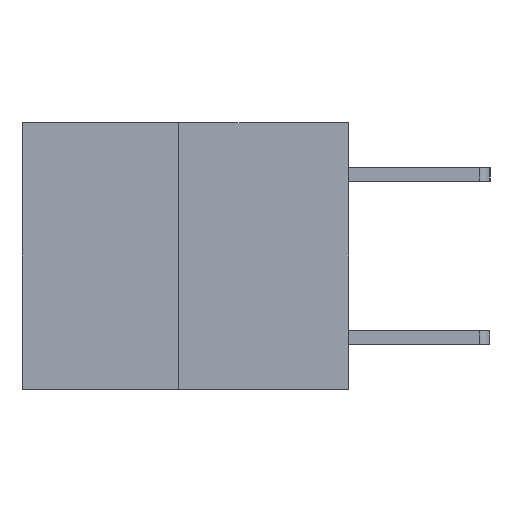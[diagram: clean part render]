
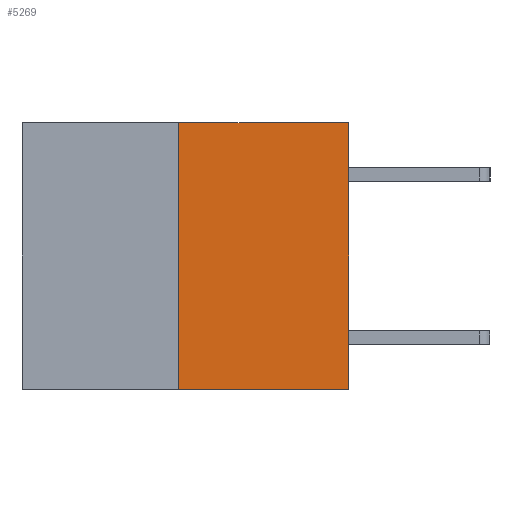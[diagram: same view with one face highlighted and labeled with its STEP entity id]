
A CAD part, left-side view. The second image highlights one B-rep face of the part: STEP entity #5269.
In plain terms, the highlighted planar face has unit normal (-1, 0, 0).
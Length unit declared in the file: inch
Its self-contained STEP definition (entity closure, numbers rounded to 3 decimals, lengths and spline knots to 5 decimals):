
#427 = VERTEX_POINT ( 'NONE', #7808 ) ;
#550 = DIRECTION ( 'NONE',  ( 1., 0., 0. ) ) ;
#623 = CARTESIAN_POINT ( 'NONE',  ( 0., 0.6, 0. ) ) ;
#949 = LINE ( 'NONE', #3533, #6718 ) ;
#987 = EDGE_CURVE ( 'NONE', #6214, #9615, #4939, .T. ) ;
#988 = DIRECTION ( 'NONE',  ( 0., -1., 0. ) ) ;
#1228 = EDGE_LOOP ( 'NONE', ( #3426, #2891, #1693, #3905 ) ) ;
#1693 = ORIENTED_EDGE ( 'NONE', *, *, #5608, .T. ) ;
#1992 = VECTOR ( 'NONE', #10877, 39.37008 ) ;
#2390 = DIRECTION ( 'NONE',  ( 0., 0., -1. ) ) ;
#2732 = CARTESIAN_POINT ( 'NONE',  ( 0., 0.6, -0.49 ) ) ;
#2891 = ORIENTED_EDGE ( 'NONE', *, *, #987, .T. ) ;
#3157 = AXIS2_PLACEMENT_3D ( 'NONE', #623, #550, #2390 ) ;
#3426 = ORIENTED_EDGE ( 'NONE', *, *, #8679, .F. ) ;
#3533 = CARTESIAN_POINT ( 'NONE',  ( 0., 0.6, 0. ) ) ;
#3616 = VECTOR ( 'NONE', #6189, 39.37008 ) ;
#3905 = ORIENTED_EDGE ( 'NONE', *, *, #4080, .F. ) ;
#4080 = EDGE_CURVE ( 'NONE', #10390, #427, #949, .T. ) ;
#4163 = CARTESIAN_POINT ( 'NONE',  ( 0., 0., -0.49 ) ) ;
#4310 = FACE_OUTER_BOUND ( 'NONE', #1228, .T. ) ;
#4392 = DIRECTION ( 'NONE',  ( 0., 0., 1. ) ) ;
#4939 = LINE ( 'NONE', #2732, #3616 ) ;
#5269 = ADVANCED_FACE ( 'NONE', ( #4310 ), #7523, .F. ) ;
#5541 = CARTESIAN_POINT ( 'NONE',  ( 0., 0.312, 0. ) ) ;
#5608 = EDGE_CURVE ( 'NONE', #9615, #427, #7806, .T. ) ;
#6189 = DIRECTION ( 'NONE',  ( 0., -1., 0. ) ) ;
#6214 = VERTEX_POINT ( 'NONE', #6325 ) ;
#6325 = CARTESIAN_POINT ( 'NONE',  ( 0., 0.312, -0.49 ) ) ;
#6718 = VECTOR ( 'NONE', #988, 39.37008 ) ;
#7095 = CARTESIAN_POINT ( 'NONE',  ( 0., 0.312, -0.49 ) ) ;
#7523 = PLANE ( 'NONE',  #3157 ) ;
#7806 = LINE ( 'NONE', #9135, #1992 ) ;
#7808 = CARTESIAN_POINT ( 'NONE',  ( 0., 0., 0. ) ) ;
#8555 = VECTOR ( 'NONE', #4392, 39.37008 ) ;
#8679 = EDGE_CURVE ( 'NONE', #6214, #10390, #9252, .T. ) ;
#9135 = CARTESIAN_POINT ( 'NONE',  ( 0., 0., 0. ) ) ;
#9252 = LINE ( 'NONE', #7095, #8555 ) ;
#9615 = VERTEX_POINT ( 'NONE', #4163 ) ;
#10390 = VERTEX_POINT ( 'NONE', #5541 ) ;
#10877 = DIRECTION ( 'NONE',  ( 0., 0., 1. ) ) ;
